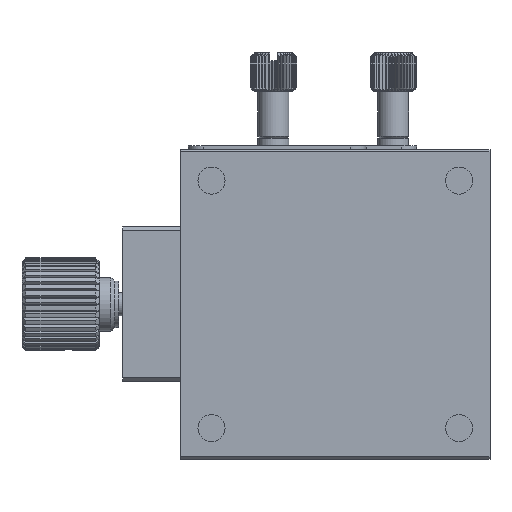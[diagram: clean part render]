
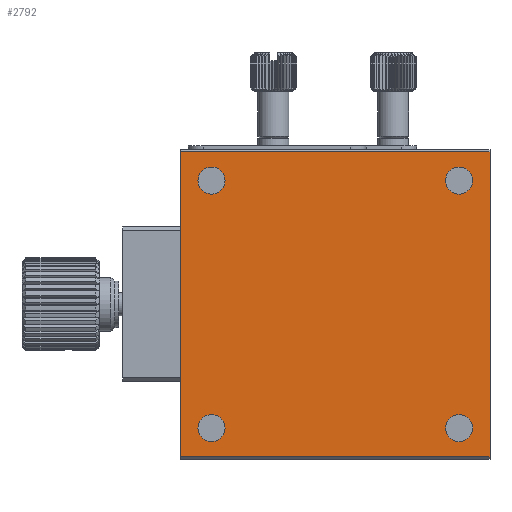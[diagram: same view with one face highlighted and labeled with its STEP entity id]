
A CAD part, front view. The second image highlights one B-rep face of the part: STEP entity #2792.
In plain terms, the highlighted planar face has unit normal (0, -1, 0).
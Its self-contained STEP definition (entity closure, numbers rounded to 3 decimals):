
#214 = ORIENTED_EDGE ( 'NONE', *, *, #27368, .F. ) ;
#558 = DIRECTION ( 'NONE',  ( 0., -1., 0. ) ) ;
#598 = AXIS2_PLACEMENT_3D ( 'NONE', #9491, #3893, #19786 ) ;
#897 = EDGE_LOOP ( 'NONE', ( #7475 ) ) ;
#919 = CARTESIAN_POINT ( 'NONE',  ( 40., -15., -0.3 ) ) ;
#971 = EDGE_LOOP ( 'NONE', ( #22201 ) ) ;
#1020 = CARTESIAN_POINT ( 'NONE',  ( 4., -15., -5.75 ) ) ;
#1073 = VERTEX_POINT ( 'NONE', #17356 ) ;
#1086 = LINE ( 'NONE', #9198, #22220 ) ;
#1370 = EDGE_CURVE ( 'NONE', #16006, #10210, #1086, .T. ) ;
#1470 = VERTEX_POINT ( 'NONE', #11557 ) ;
#2070 = DIRECTION ( 'NONE',  ( 0., 0., -1. ) ) ;
#2443 = VECTOR ( 'NONE', #33307, 1000. ) ;
#2792 = ADVANCED_FACE ( 'NONE', ( #26309, #7370, #26482, #34899, #20921 ), #4128, .F. ) ;
#3245 = EDGE_LOOP ( 'NONE', ( #24526, #14054, #18429, #29714 ) ) ;
#3411 = AXIS2_PLACEMENT_3D ( 'NONE', #20028, #558, #22559 ) ;
#3706 = VERTEX_POINT ( 'NONE', #17942 ) ;
#3893 = DIRECTION ( 'NONE',  ( 0., -1., 0. ) ) ;
#4128 = PLANE ( 'NONE',  #6776 ) ;
#5300 = EDGE_CURVE ( 'NONE', #6402, #6402, #14362, .T. ) ;
#5931 = EDGE_CURVE ( 'NONE', #3706, #3706, #29868, .T. ) ;
#6402 = VERTEX_POINT ( 'NONE', #1020 ) ;
#6776 = AXIS2_PLACEMENT_3D ( 'NONE', #18371, #20743, #7020 ) ;
#7020 = DIRECTION ( 'NONE',  ( 0., 0., 1. ) ) ;
#7370 = FACE_BOUND ( 'NONE', #897, .T. ) ;
#7475 = ORIENTED_EDGE ( 'NONE', *, *, #5300, .F. ) ;
#8381 = EDGE_CURVE ( 'NONE', #10210, #1073, #22215, .T. ) ;
#9198 = CARTESIAN_POINT ( 'NONE',  ( 0., -15., -0.3 ) ) ;
#9383 = DIRECTION ( 'NONE',  ( 0., 0., -1. ) ) ;
#9491 = CARTESIAN_POINT ( 'NONE',  ( 36., -15., -36. ) ) ;
#10210 = VERTEX_POINT ( 'NONE', #16192 ) ;
#11051 = AXIS2_PLACEMENT_3D ( 'NONE', #20677, #31591, #12035 ) ;
#11557 = CARTESIAN_POINT ( 'NONE',  ( 40., -15., -39.7 ) ) ;
#12035 = DIRECTION ( 'NONE',  ( 0., 0., -1. ) ) ;
#12089 = DIRECTION ( 'NONE',  ( 0., 0., 1. ) ) ;
#12352 = CARTESIAN_POINT ( 'NONE',  ( 0., -15., -39.7 ) ) ;
#13545 = EDGE_LOOP ( 'NONE', ( #34357 ) ) ;
#14054 = ORIENTED_EDGE ( 'NONE', *, *, #24921, .F. ) ;
#14362 = CIRCLE ( 'NONE', #3411, 1.75 ) ;
#15536 = AXIS2_PLACEMENT_3D ( 'NONE', #21050, #15630, #2070 ) ;
#15630 = DIRECTION ( 'NONE',  ( 0., -1., 0. ) ) ;
#16006 = VERTEX_POINT ( 'NONE', #12352 ) ;
#16024 = LINE ( 'NONE', #33074, #31339 ) ;
#16192 = CARTESIAN_POINT ( 'NONE',  ( 0., -15., -0.3 ) ) ;
#16356 = CARTESIAN_POINT ( 'NONE',  ( 4., -15., -37.75 ) ) ;
#17356 = CARTESIAN_POINT ( 'NONE',  ( 40., -15., -0.3 ) ) ;
#17942 = CARTESIAN_POINT ( 'NONE',  ( 36., -15., -5.75 ) ) ;
#18371 = CARTESIAN_POINT ( 'NONE',  ( 40., -15., -0.3 ) ) ;
#18429 = ORIENTED_EDGE ( 'NONE', *, *, #8381, .F. ) ;
#19786 = DIRECTION ( 'NONE',  ( 0., 0., -1. ) ) ;
#20028 = CARTESIAN_POINT ( 'NONE',  ( 4., -15., -4. ) ) ;
#20039 = LINE ( 'NONE', #919, #26870 ) ;
#20677 = CARTESIAN_POINT ( 'NONE',  ( 4., -15., -36. ) ) ;
#20711 = VERTEX_POINT ( 'NONE', #28604 ) ;
#20743 = DIRECTION ( 'NONE',  ( 0., 1., 0. ) ) ;
#20921 = FACE_BOUND ( 'NONE', #971, .T. ) ;
#21050 = CARTESIAN_POINT ( 'NONE',  ( 36., -15., -4. ) ) ;
#21434 = EDGE_LOOP ( 'NONE', ( #214 ) ) ;
#22008 = CIRCLE ( 'NONE', #11051, 1.75 ) ;
#22201 = ORIENTED_EDGE ( 'NONE', *, *, #5931, .F. ) ;
#22215 = LINE ( 'NONE', #25075, #2443 ) ;
#22220 = VECTOR ( 'NONE', #12089, 1000. ) ;
#22559 = DIRECTION ( 'NONE',  ( 0., 0., -1. ) ) ;
#24526 = ORIENTED_EDGE ( 'NONE', *, *, #33001, .F. ) ;
#24921 = EDGE_CURVE ( 'NONE', #1073, #1470, #20039, .T. ) ;
#25075 = CARTESIAN_POINT ( 'NONE',  ( 40., -15., -0.3 ) ) ;
#26309 = FACE_OUTER_BOUND ( 'NONE', #3245, .T. ) ;
#26482 = FACE_BOUND ( 'NONE', #13545, .T. ) ;
#26870 = VECTOR ( 'NONE', #9383, 1000. ) ;
#27368 = EDGE_CURVE ( 'NONE', #20711, #20711, #30454, .T. ) ;
#28604 = CARTESIAN_POINT ( 'NONE',  ( 36., -15., -37.75 ) ) ;
#29171 = EDGE_CURVE ( 'NONE', #29997, #29997, #22008, .T. ) ;
#29714 = ORIENTED_EDGE ( 'NONE', *, *, #1370, .F. ) ;
#29868 = CIRCLE ( 'NONE', #15536, 1.75 ) ;
#29997 = VERTEX_POINT ( 'NONE', #16356 ) ;
#30454 = CIRCLE ( 'NONE', #598, 1.75 ) ;
#31339 = VECTOR ( 'NONE', #35236, 1000. ) ;
#31591 = DIRECTION ( 'NONE',  ( 0., -1., 0. ) ) ;
#33001 = EDGE_CURVE ( 'NONE', #1470, #16006, #16024, .T. ) ;
#33074 = CARTESIAN_POINT ( 'NONE',  ( 40., -15., -39.7 ) ) ;
#33307 = DIRECTION ( 'NONE',  ( 1., 0., 0. ) ) ;
#34357 = ORIENTED_EDGE ( 'NONE', *, *, #29171, .F. ) ;
#34899 = FACE_BOUND ( 'NONE', #21434, .T. ) ;
#35236 = DIRECTION ( 'NONE',  ( -1., 0., 0. ) ) ;
